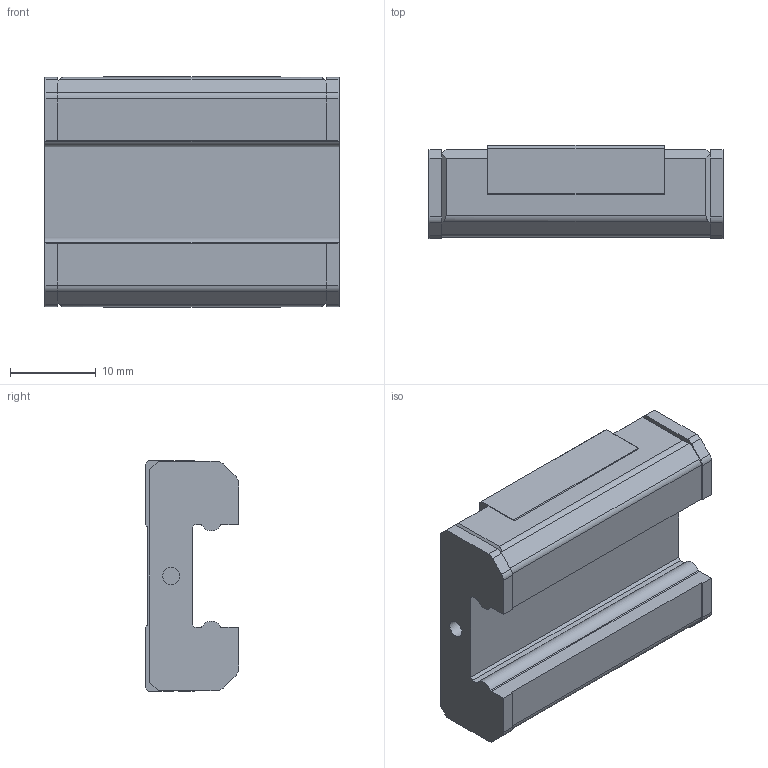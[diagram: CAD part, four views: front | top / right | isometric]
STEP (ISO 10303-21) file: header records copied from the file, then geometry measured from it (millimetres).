
FILE_DESCRIPTION(/* description */ ('STEP AP214'),/* implementation_level */ '2;1');
FILE_NAME(/* name */ 'SRS12GMUU(GK) BLOCK(1)',/* time_stamp */ '2023-02-06T13:00:43+01:00',/* author */ ('License CC BY-ND 4.0'),/* organization */ ('CADENAS'),/* preprocessor_version */ 'ST-DEVELOPER v18.102',/* originating_system */ 'PARTsolutions',/* authorisation */ ' ');
FILE_SCHEMA (('AUTOMOTIVE_DESIGN {1 0 10303 214 3 1 1}'));
Length unit declared in the file: millimetre
Products named in the file (2): SRS12GMUU(GK) BLOCK(1); SRS12GMUU1S
Assembly tree (1 placements, depth 2):
  SRS12GMUU(GK) BLOCK(1)
    SRS12GMUU1S
Bounding box: 34.4 x 10.9 x 27 mm (x, y, z)
Volume: 7287.1 mm3; surface area: 3520.2 mm2
Topology: 1 solids, 1 shells, 106 faces, 286 edges, 184 vertices
Faces by surface type: plane 71, cylinder 27, cone 8
Full cylindrical faces by diameter (mm): 2 x2, 2.459 x4
Entity records: 3215 total; most frequent: CARTESIAN_POINT 552, DIRECTION 542, ORIENTED_EDGE 528, EDGE_CURVE 264, LINE 202, VECTOR 202, VERTEX_POINT 180, AXIS2_PLACEMENT_3D 170
